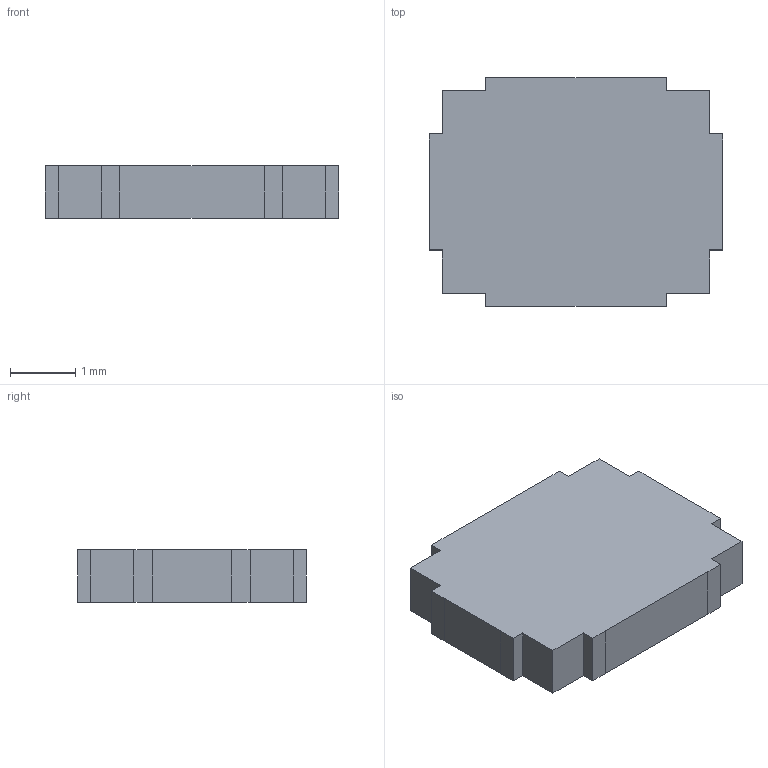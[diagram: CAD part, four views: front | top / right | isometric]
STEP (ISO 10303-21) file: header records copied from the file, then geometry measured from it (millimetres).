
FILE_DESCRIPTION (( 'STEP AP203' ), '1' );
FILE_NAME ('315-1109-000_1.step_Default_sldprt.STEP', '2020-11-13T20:12:13', ( '' ), ( '' ), 'SwSTEP 2.0', 'SolidWorks 2019', '' );
FILE_SCHEMA (( 'CONFIG_CONTROL_DESIGN' ));
Length unit declared in the file: inch
Products named in the file (1): 315-1109-000_1.step_Default_sldprt
Bounding box: 4.5 x 3.5 x 0.8 mm (x, y, z)
Volume: 11.6 mm3; surface area: 41.9 mm2
Topology: 1 solids, 1 shells, 30 faces, 84 edges, 56 vertices
Faces by surface type: plane 30
Entity records: 1027 total; most frequent: CARTESIAN_POINT 171, ORIENTED_EDGE 168, DIRECTION 146, VECTOR 84, LINE 84, EDGE_CURVE 84, VERTEX_POINT 56, AXIS2_PLACEMENT_3D 31
